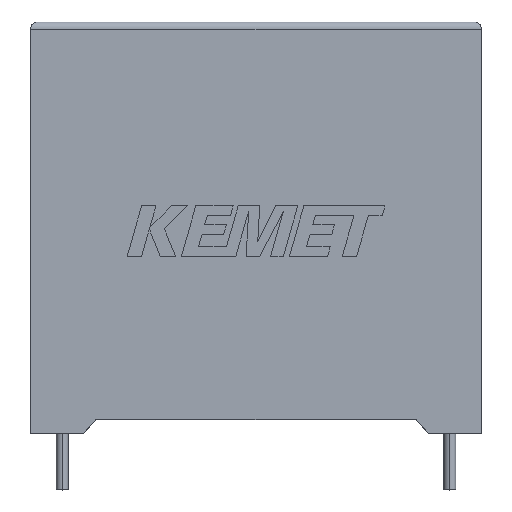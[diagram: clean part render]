
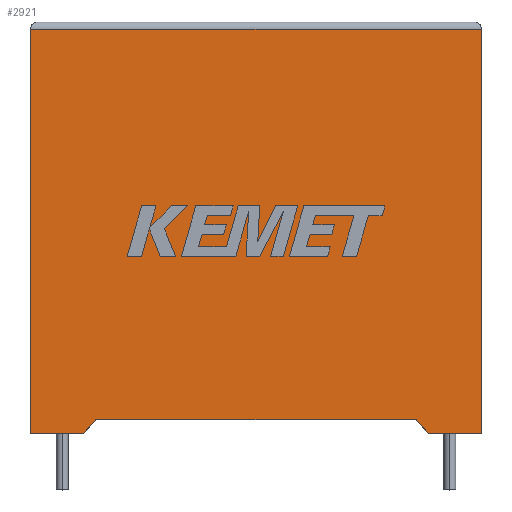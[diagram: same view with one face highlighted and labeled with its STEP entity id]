
A CAD part, top view. The second image highlights one B-rep face of the part: STEP entity #2921.
In plain terms, the highlighted planar face has unit normal (0, 0, 1).
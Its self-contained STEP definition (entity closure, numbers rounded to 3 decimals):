
#13 = LINE ( 'NONE', #2205, #1118 ) ;
#79 = CARTESIAN_POINT ( 'NONE',  ( 32., 0., 19.3 ) ) ;
#90 = DIRECTION ( 'NONE',  ( -0.662, -0.75, 0. ) ) ;
#92 = EDGE_CURVE ( 'NONE', #2514, #1029, #760, .T. ) ;
#186 = VERTEX_POINT ( 'NONE', #460 ) ;
#273 = CARTESIAN_POINT ( 'NONE',  ( 0., 28.7, 19.3 ) ) ;
#286 = DIRECTION ( 'NONE',  ( -1., 0., 0. ) ) ;
#334 = LINE ( 'NONE', #1620, #647 ) ;
#341 = LINE ( 'NONE', #826, #1708 ) ;
#460 = CARTESIAN_POINT ( 'NONE',  ( 27.361, 1.007, 19.3 ) ) ;
#466 = FACE_OUTER_BOUND ( 'NONE', #1305, .T. ) ;
#480 = CARTESIAN_POINT ( 'NONE',  ( 3.75, 0., 19.3 ) ) ;
#483 = EDGE_CURVE ( 'NONE', #186, #2991, #1225, .T. ) ;
#487 = ORIENTED_EDGE ( 'NONE', *, *, #688, .T. ) ;
#547 = DIRECTION ( 'NONE',  ( -1., 0., 0. ) ) ;
#586 = ORIENTED_EDGE ( 'NONE', *, *, #3058, .F. ) ;
#593 = CARTESIAN_POINT ( 'NONE',  ( 0., 0., 19.3 ) ) ;
#647 = VECTOR ( 'NONE', #1129, 1000. ) ;
#656 = ORIENTED_EDGE ( 'NONE', *, *, #1870, .T. ) ;
#688 = EDGE_CURVE ( 'NONE', #1029, #2440, #2731, .T. ) ;
#760 = LINE ( 'NONE', #1883, #1811 ) ;
#784 = VECTOR ( 'NONE', #286, 1000. ) ;
#788 = DIRECTION ( 'NONE',  ( 0., 0., -1. ) ) ;
#826 = CARTESIAN_POINT ( 'NONE',  ( 0., 0., 19.3 ) ) ;
#910 = CARTESIAN_POINT ( 'NONE',  ( 32., 28.7, 19.3 ) ) ;
#1014 = CARTESIAN_POINT ( 'NONE',  ( 28.25, 0., 19.3 ) ) ;
#1016 = DIRECTION ( 'NONE',  ( 1., 0., 0. ) ) ;
#1029 = VERTEX_POINT ( 'NONE', #910 ) ;
#1033 = CARTESIAN_POINT ( 'NONE',  ( 3.75, 0., 19.3 ) ) ;
#1118 = VECTOR ( 'NONE', #1016, 1000. ) ;
#1129 = DIRECTION ( 'NONE',  ( 1., 0., 0. ) ) ;
#1135 = VERTEX_POINT ( 'NONE', #480 ) ;
#1159 = AXIS2_PLACEMENT_3D ( 'NONE', #2698, #788, #547 ) ;
#1225 = LINE ( 'NONE', #2925, #2297 ) ;
#1305 = EDGE_LOOP ( 'NONE', ( #2924, #487, #656, #2066, #586, #2417, #1854, #2504 ) ) ;
#1321 = EDGE_CURVE ( 'NONE', #2140, #1135, #13, .T. ) ;
#1366 = DIRECTION ( 'NONE',  ( 0., 1., 0. ) ) ;
#1484 = CARTESIAN_POINT ( 'NONE',  ( 4.639, 1.007, 19.3 ) ) ;
#1620 = CARTESIAN_POINT ( 'NONE',  ( 0., 0., 19.3 ) ) ;
#1640 = CARTESIAN_POINT ( 'NONE',  ( 0., 28.7, 19.3 ) ) ;
#1708 = VECTOR ( 'NONE', #1965, 1000. ) ;
#1811 = VECTOR ( 'NONE', #1366, 1000. ) ;
#1854 = ORIENTED_EDGE ( 'NONE', *, *, #483, .T. ) ;
#1870 = EDGE_CURVE ( 'NONE', #2440, #2140, #341, .T. ) ;
#1883 = CARTESIAN_POINT ( 'NONE',  ( 32., 0., 19.3 ) ) ;
#1950 = LINE ( 'NONE', #2463, #2923 ) ;
#1961 = DIRECTION ( 'NONE',  ( -1., 0., 0. ) ) ;
#1965 = DIRECTION ( 'NONE',  ( 0., -1., 0. ) ) ;
#1976 = VECTOR ( 'NONE', #90, 1000. ) ;
#2066 = ORIENTED_EDGE ( 'NONE', *, *, #1321, .T. ) ;
#2140 = VERTEX_POINT ( 'NONE', #593 ) ;
#2205 = CARTESIAN_POINT ( 'NONE',  ( 0., 0., 19.3 ) ) ;
#2297 = VECTOR ( 'NONE', #2947, 1000. ) ;
#2416 = EDGE_CURVE ( 'NONE', #2991, #2514, #334, .T. ) ;
#2417 = ORIENTED_EDGE ( 'NONE', *, *, #2917, .F. ) ;
#2440 = VERTEX_POINT ( 'NONE', #1640 ) ;
#2463 = CARTESIAN_POINT ( 'NONE',  ( 16., 1.007, 19.3 ) ) ;
#2504 = ORIENTED_EDGE ( 'NONE', *, *, #2416, .T. ) ;
#2514 = VERTEX_POINT ( 'NONE', #79 ) ;
#2698 = CARTESIAN_POINT ( 'NONE',  ( 0., 0., 19.3 ) ) ;
#2731 = LINE ( 'NONE', #273, #784 ) ;
#2816 = LINE ( 'NONE', #1033, #1976 ) ;
#2904 = PLANE ( 'NONE',  #1159 ) ;
#2917 = EDGE_CURVE ( 'NONE', #186, #3017, #1950, .T. ) ;
#2921 = ADVANCED_FACE ( 'NONE', ( #466 ), #2904, .F. ) ;
#2923 = VECTOR ( 'NONE', #1961, 1000. ) ;
#2924 = ORIENTED_EDGE ( 'NONE', *, *, #92, .T. ) ;
#2925 = CARTESIAN_POINT ( 'NONE',  ( 28.25, 0., 19.3 ) ) ;
#2947 = DIRECTION ( 'NONE',  ( 0.662, -0.75, 0. ) ) ;
#2991 = VERTEX_POINT ( 'NONE', #1014 ) ;
#3017 = VERTEX_POINT ( 'NONE', #1484 ) ;
#3058 = EDGE_CURVE ( 'NONE', #3017, #1135, #2816, .T. ) ;
